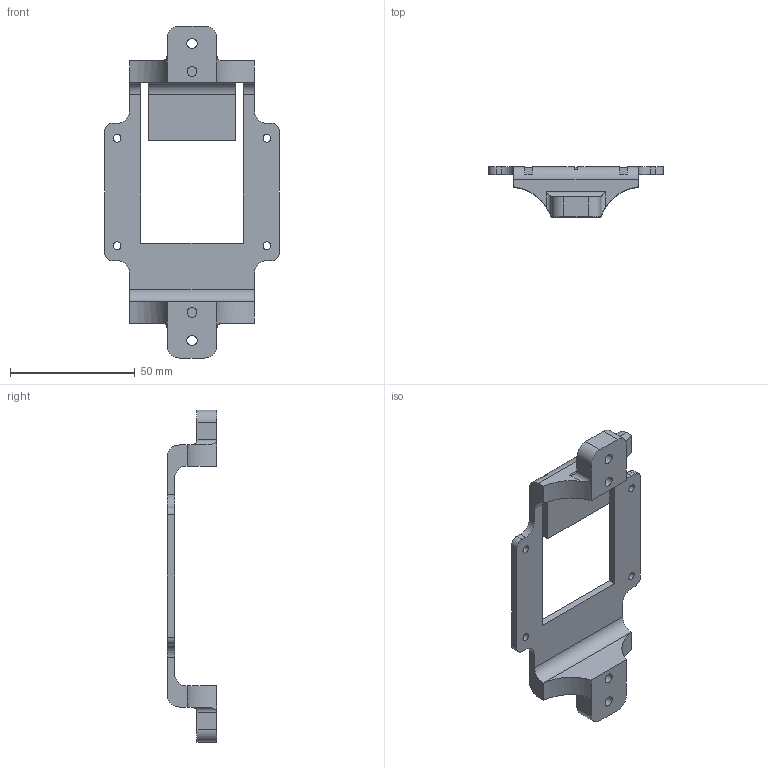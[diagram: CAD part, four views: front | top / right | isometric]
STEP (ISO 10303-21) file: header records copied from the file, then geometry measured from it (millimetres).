
FILE_DESCRIPTION(/* description */ (''),/* implementation_level */ '2;1');
FILE_NAME(/* name */ 'Peltier holder.stp',/* time_stamp */ '2022-05-12T14:53:43+01:00',/* author */ ('ferrerx'),/* organization */ (''),/* preprocessor_version */ 'ST-DEVELOPER v18',/* originating_system */ 'Autodesk Inventor 2020',/* authorisation */ '');
FILE_SCHEMA (('AUTOMOTIVE_DESIGN { 1 0 10303 214 3 1 1 }'));
Length unit declared in the file: millimetre
Products named in the file (1): Peltier holder
Bounding box: 70 x 20 x 133 mm (x, y, z)
Volume: 27530 mm3; surface area: 15062.2 mm2
Topology: 1 solids, 1 shells, 78 faces, 220 edges, 144 vertices
Faces by surface type: plane 42, cylinder 36
Full cylindrical faces by diameter (mm): 3.1 x4, 4 x2, 4.1 x2
Entity records: 2639 total; most frequent: CARTESIAN_POINT 487, DIRECTION 448, ORIENTED_EDGE 440, EDGE_CURVE 220, AXIS2_PLACEMENT_3D 153, VERTEX_POINT 144, LINE 142, VECTOR 142
